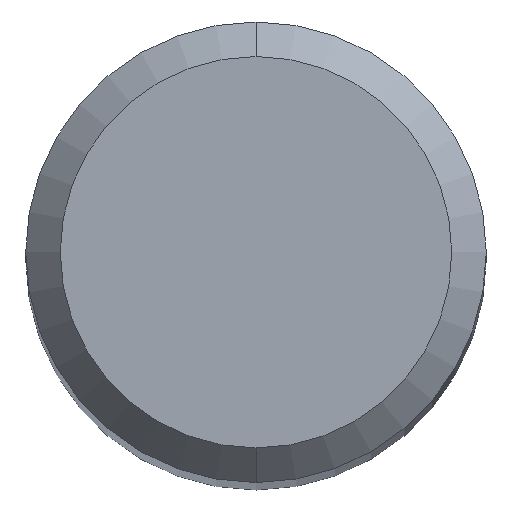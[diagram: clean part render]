
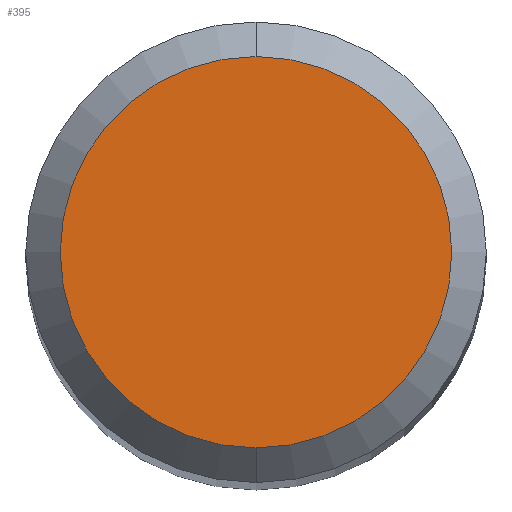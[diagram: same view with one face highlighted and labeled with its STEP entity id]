
A CAD part, top view. The second image highlights one B-rep face of the part: STEP entity #395.
In plain terms, the highlighted planar face has unit normal (0, 0, 1).
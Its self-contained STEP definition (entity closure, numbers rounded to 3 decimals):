
#393=EDGE_CURVE('',#559,#741,#1059,.T.);
#395=ADVANCED_FACE('',(#1061),#1062,.T.);
#559=VERTEX_POINT('',#1241);
#741=VERTEX_POINT('',#1440);
#991=EDGE_CURVE('',#741,#559,#1713,.T.);
#1059=CIRCLE('',#1925,1.7);
#1061=FACE_OUTER_BOUND('',#1927,.T.);
#1062=PLANE('',#1928);
#1241=CARTESIAN_POINT('',(0.0,1.7,0.0));
#1440=CARTESIAN_POINT('',(0.,-1.7,0.0));
#1713=CIRCLE('',#4442,1.7);
#1925=AXIS2_PLACEMENT_3D('',#4503,#4504,#4505);
#1927=EDGE_LOOP('',(#4507,#4508));
#1928=AXIS2_PLACEMENT_3D('',#4509,#4510,#4511);
#4442=AXIS2_PLACEMENT_3D('',#5231,#5232,#5233);
#4503=CARTESIAN_POINT('',(0.0,0.0,0.0));
#4504=DIRECTION('',(0.0,0.0,-1.0));
#4505=DIRECTION('',(0.0,1.0,0.0));
#4507=ORIENTED_EDGE('',*,*,#393,.F.);
#4508=ORIENTED_EDGE('',*,*,#991,.F.);
#4509=CARTESIAN_POINT('',(0.0,0.85,0.0));
#4510=DIRECTION('',(-0.0,0.0,1.0));
#4511=DIRECTION('',(0.0,-1.0,0.0));
#5231=CARTESIAN_POINT('',(0.0,0.0,0.0));
#5232=DIRECTION('',(0.0,0.0,-1.0));
#5233=DIRECTION('',(0.0,1.0,0.0));
